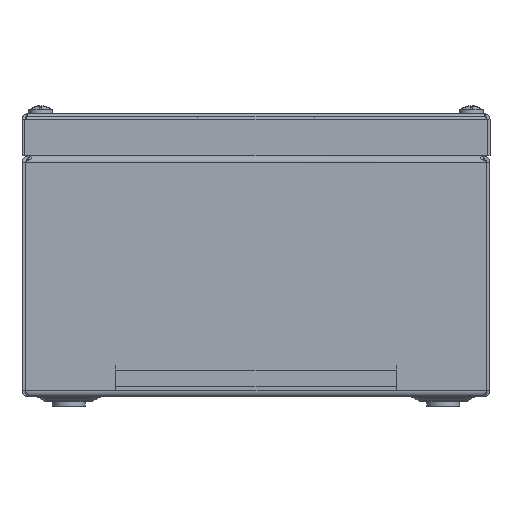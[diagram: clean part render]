
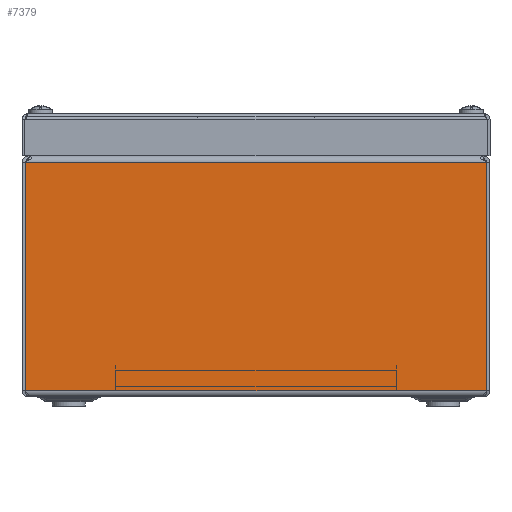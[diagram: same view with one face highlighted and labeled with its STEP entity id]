
A CAD part, left-side view. The second image highlights one B-rep face of the part: STEP entity #7379.
In plain terms, the highlighted planar face has unit normal (-1, 0, 0).
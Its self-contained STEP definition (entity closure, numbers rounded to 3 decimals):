
#643=LINE('',#12780,#1182);
#648=LINE('',#12790,#1187);
#649=LINE('',#12792,#1188);
#650=LINE('',#12793,#1189);
#1182=VECTOR('',#9247,1000.);
#1187=VECTOR('',#9256,1000.);
#1188=VECTOR('',#9257,1000.);
#1189=VECTOR('',#9258,1000.);
#1647=PLANE('',#8010);
#2244=FACE_OUTER_BOUND('',#2803,.T.);
#2803=EDGE_LOOP('',(#5719,#5720,#5721,#5722));
#3777=VERTEX_POINT('',#12777);
#3778=VERTEX_POINT('',#12779);
#3781=VERTEX_POINT('',#12789);
#3782=VERTEX_POINT('',#12791);
#4483=EDGE_CURVE('',#3777,#3778,#643,.T.);
#4488=EDGE_CURVE('',#3777,#3781,#648,.T.);
#4489=EDGE_CURVE('',#3782,#3781,#649,.T.);
#4490=EDGE_CURVE('',#3778,#3782,#650,.T.);
#5719=ORIENTED_EDGE('',*,*,#4488,.T.);
#5720=ORIENTED_EDGE('',*,*,#4489,.F.);
#5721=ORIENTED_EDGE('',*,*,#4490,.F.);
#5722=ORIENTED_EDGE('',*,*,#4483,.F.);
#7379=ADVANCED_FACE('',(#2244),#1647,.F.);
#8010=AXIS2_PLACEMENT_3D('',#12788,#9254,#9255);
#9247=DIRECTION('',(0.,0.,-1.));
#9254=DIRECTION('center_axis',(1.,0.,0.));
#9255=DIRECTION('ref_axis',(0.,1.,0.));
#9256=DIRECTION('',(0.,1.,0.));
#9257=DIRECTION('',(0.,0.,1.));
#9258=DIRECTION('',(0.,1.,0.));
#12777=CARTESIAN_POINT('',(-300.,-98.493,100.25));
#12779=CARTESIAN_POINT('',(-300.,-98.493,2.75));
#12780=CARTESIAN_POINT('',(-300.,-98.493,103.));
#12788=CARTESIAN_POINT('Origin',(-300.,-3100.,103.));
#12789=CARTESIAN_POINT('',(-300.,98.493,100.25));
#12790=CARTESIAN_POINT('',(-300.,-98.493,100.25));
#12791=CARTESIAN_POINT('',(-300.,98.493,2.75));
#12792=CARTESIAN_POINT('',(-300.,98.493,103.));
#12793=CARTESIAN_POINT('',(-300.,-3100.,2.75));
